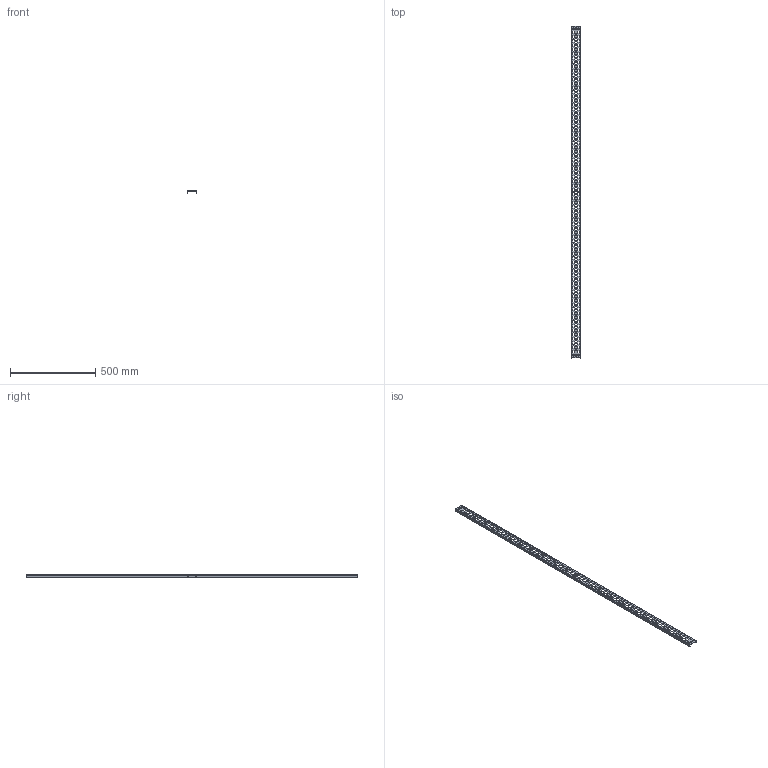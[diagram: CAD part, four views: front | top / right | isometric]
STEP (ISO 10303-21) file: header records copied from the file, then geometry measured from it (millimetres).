
FILE_DESCRIPTION((''),'2;1');
FILE_NAME('WD-K_ASM','2023-02-24T09:04:57',('klemen.sitar'),('Audax d.o.o.'),'CREO PARAMETRIC BY PTC INC, 2021304','CREO PARAMETRIC BY PTC INC, 2021304','');
FILE_SCHEMA(('AP242_MANAGED_MODEL_BASED_3D_ENGINEERING_MIM_LF { 1 0 10303 442 1 1 4 }'));
Length unit declared in the file: millimetre
Products named in the file (2): OPEN_CASCADE_STEP_TRANSLATOR-29; WD-K_ASM
Assembly tree (1 placements, depth 2):
  WD-K_ASM
    OPEN_CASCADE_STEP_TRANSLATOR-29
Bounding box: 57 x 1950 x 15 mm (x, y, z)
Volume: 257251.2 mm3; surface area: 287417.9 mm2
Topology: 1 solids, 1 shells, 994 faces, 2976 edges, 1984 vertices
Faces by surface type: plane 918, cylinder 76
Entity records: 50204 total; most frequent: CARTESIAN_POINT 5961, ORIENTED_EDGE 5952, DIRECTION 5122, PRESENTATION_STYLE_ASSIGNMENT 3971, STYLED_ITEM 3971, CURVE_STYLE 2976, EDGE_CURVE 2976, VECTOR 2824
